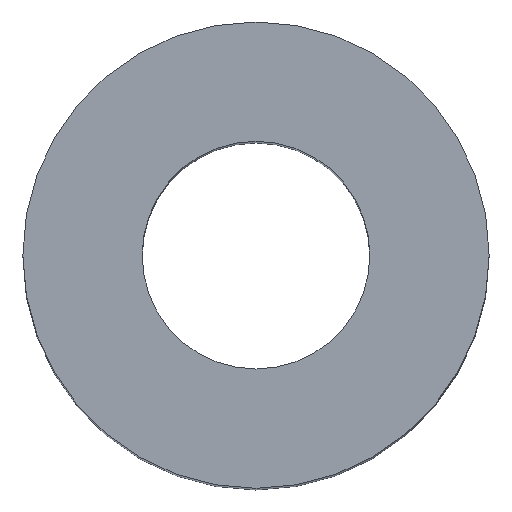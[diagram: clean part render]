
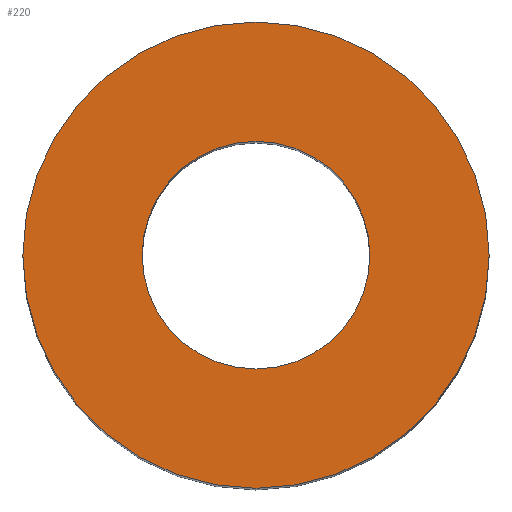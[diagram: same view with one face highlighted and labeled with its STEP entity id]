
A CAD part, top view. The second image highlights one B-rep face of the part: STEP entity #220.
In plain terms, the highlighted planar face has unit normal (0, 0, 1).
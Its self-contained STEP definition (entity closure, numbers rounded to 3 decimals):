
#1 = DIRECTION ( 'NONE',  ( 0., 0., 1. ) ) ;
#3 = DIRECTION ( 'NONE',  ( 0., 0., 1. ) ) ;
#6 = AXIS2_PLACEMENT_3D ( 'NONE', #154, #3, #167 ) ;
#9 = DIRECTION ( 'NONE',  ( 1., 0., 0. ) ) ;
#13 = VERTEX_POINT ( 'NONE', #249 ) ;
#14 = CARTESIAN_POINT ( 'NONE',  ( 0., 0., 35. ) ) ;
#20 = ORIENTED_EDGE ( 'NONE', *, *, #44, .F. ) ;
#31 = ORIENTED_EDGE ( 'NONE', *, *, #78, .F. ) ;
#32 = EDGE_LOOP ( 'NONE', ( #186, #177 ) ) ;
#33 = CARTESIAN_POINT ( 'NONE',  ( -8.5, 0., 35. ) ) ;
#38 = VERTEX_POINT ( 'NONE', #228 ) ;
#41 = EDGE_CURVE ( 'NONE', #82, #13, #248, .T. ) ;
#43 = FACE_BOUND ( 'NONE', #149, .T. ) ;
#44 = EDGE_CURVE ( 'NONE', #91, #38, #184, .T. ) ;
#52 = CARTESIAN_POINT ( 'NONE',  ( 4.15, 0., 35. ) ) ;
#56 = CARTESIAN_POINT ( 'NONE',  ( 0., 0., 35. ) ) ;
#61 = EDGE_CURVE ( 'NONE', #13, #82, #140, .T. ) ;
#76 = AXIS2_PLACEMENT_3D ( 'NONE', #14, #1, #84 ) ;
#78 = EDGE_CURVE ( 'NONE', #38, #91, #194, .T. ) ;
#82 = VERTEX_POINT ( 'NONE', #33 ) ;
#84 = DIRECTION ( 'NONE',  ( 1., 0., 0. ) ) ;
#91 = VERTEX_POINT ( 'NONE', #52 ) ;
#106 = FACE_OUTER_BOUND ( 'NONE', #32, .T. ) ;
#116 = AXIS2_PLACEMENT_3D ( 'NONE', #188, #222, #224 ) ;
#140 = CIRCLE ( 'NONE', #76, 8.5 ) ;
#144 = DIRECTION ( 'NONE',  ( 0., 0., 1. ) ) ;
#149 = EDGE_LOOP ( 'NONE', ( #31, #20 ) ) ;
#154 = CARTESIAN_POINT ( 'NONE',  ( 0., 0., 35. ) ) ;
#164 = DIRECTION ( 'NONE',  ( 1., 0., 0. ) ) ;
#167 = DIRECTION ( 'NONE',  ( 1., 0., 0. ) ) ;
#172 = DIRECTION ( 'NONE',  ( 0., 0., 1. ) ) ;
#173 = AXIS2_PLACEMENT_3D ( 'NONE', #227, #172, #164 ) ;
#177 = ORIENTED_EDGE ( 'NONE', *, *, #61, .T. ) ;
#184 = CIRCLE ( 'NONE', #116, 4.15 ) ;
#186 = ORIENTED_EDGE ( 'NONE', *, *, #41, .T. ) ;
#188 = CARTESIAN_POINT ( 'NONE',  ( 0., 0., 35. ) ) ;
#193 = AXIS2_PLACEMENT_3D ( 'NONE', #56, #144, #9 ) ;
#194 = CIRCLE ( 'NONE', #173, 4.15 ) ;
#220 = ADVANCED_FACE ( 'NONE', ( #106, #43 ), #241, .T. ) ;
#222 = DIRECTION ( 'NONE',  ( 0., 0., 1. ) ) ;
#224 = DIRECTION ( 'NONE',  ( 1., 0., 0. ) ) ;
#227 = CARTESIAN_POINT ( 'NONE',  ( 0., 0., 35. ) ) ;
#228 = CARTESIAN_POINT ( 'NONE',  ( -4.15, 0., 35. ) ) ;
#241 = PLANE ( 'NONE',  #6 ) ;
#248 = CIRCLE ( 'NONE', #193, 8.5 ) ;
#249 = CARTESIAN_POINT ( 'NONE',  ( 8.5, 0., 35. ) ) ;
